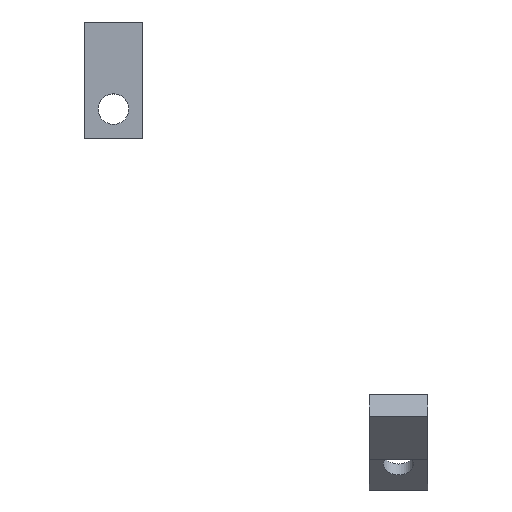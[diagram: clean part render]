
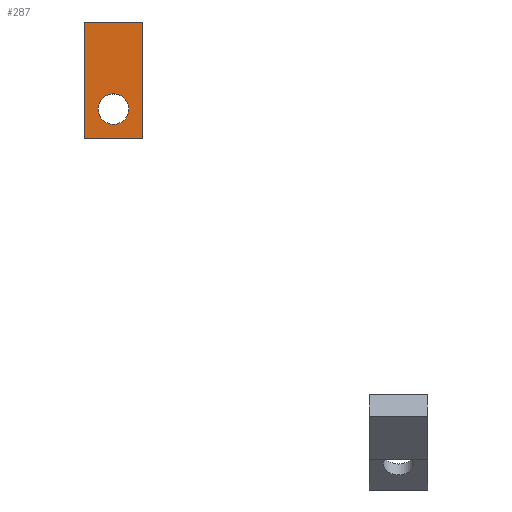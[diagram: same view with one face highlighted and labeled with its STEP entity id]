
A CAD part, top view. The second image highlights one B-rep face of the part: STEP entity #287.
In plain terms, the highlighted planar face has unit normal (0, 0, 1).
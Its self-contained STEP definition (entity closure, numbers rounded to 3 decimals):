
#19=FACE_BOUND('',#60,.T.);
#23=CIRCLE('',#316,1.);
#41=FACE_OUTER_BOUND('',#59,.T.);
#59=EDGE_LOOP('',(#249,#250,#251,#252));
#60=EDGE_LOOP('',(#253));
#85=LINE('',#456,#117);
#88=LINE('',#462,#120);
#91=LINE('',#468,#123);
#94=LINE('',#472,#126);
#117=VECTOR('',#378,10.);
#120=VECTOR('',#383,10.);
#123=VECTOR('',#388,10.);
#126=VECTOR('',#393,10.);
#141=VERTEX_POINT('',#444);
#145=VERTEX_POINT('',#453);
#146=VERTEX_POINT('',#455);
#148=VERTEX_POINT('',#461);
#150=VERTEX_POINT('',#467);
#172=EDGE_CURVE('',#141,#141,#23,.T.);
#177=EDGE_CURVE('',#146,#145,#85,.T.);
#180=EDGE_CURVE('',#148,#146,#88,.T.);
#183=EDGE_CURVE('',#150,#148,#91,.T.);
#186=EDGE_CURVE('',#145,#150,#94,.T.);
#249=ORIENTED_EDGE('',*,*,#186,.T.);
#250=ORIENTED_EDGE('',*,*,#183,.T.);
#251=ORIENTED_EDGE('',*,*,#180,.T.);
#252=ORIENTED_EDGE('',*,*,#177,.T.);
#253=ORIENTED_EDGE('',*,*,#172,.T.);
#271=PLANE('',#322);
#287=ADVANCED_FACE('',(#41,#19),#271,.T.);
#316=AXIS2_PLACEMENT_3D('',#445,#369,#370);
#322=AXIS2_PLACEMENT_3D('',#473,#394,#395);
#369=DIRECTION('center_axis',(0.,0.,-1.));
#370=DIRECTION('ref_axis',(-1.,0.,0.));
#378=DIRECTION('',(-1.,0.,0.));
#383=DIRECTION('',(0.,1.,0.));
#388=DIRECTION('',(1.,0.,0.));
#393=DIRECTION('',(0.,-1.,0.));
#394=DIRECTION('center_axis',(0.,0.,1.));
#395=DIRECTION('ref_axis',(-1.,0.,0.));
#444=CARTESIAN_POINT('',(-18.,-10.1,7.5));
#445=CARTESIAN_POINT('Origin',(-19.,-10.1,7.5));
#453=CARTESIAN_POINT('',(-20.9,-4.4,7.5));
#455=CARTESIAN_POINT('',(-17.1,-4.4,7.5));
#456=CARTESIAN_POINT('',(-17.1,-4.4,7.5));
#461=CARTESIAN_POINT('',(-17.1,-12.,7.5));
#462=CARTESIAN_POINT('',(-17.1,-12.,7.5));
#467=CARTESIAN_POINT('',(-20.9,-12.,7.5));
#468=CARTESIAN_POINT('',(-20.9,-12.,7.5));
#472=CARTESIAN_POINT('',(-20.9,-4.4,7.5));
#473=CARTESIAN_POINT('Origin',(-19.,-8.2,7.5));
